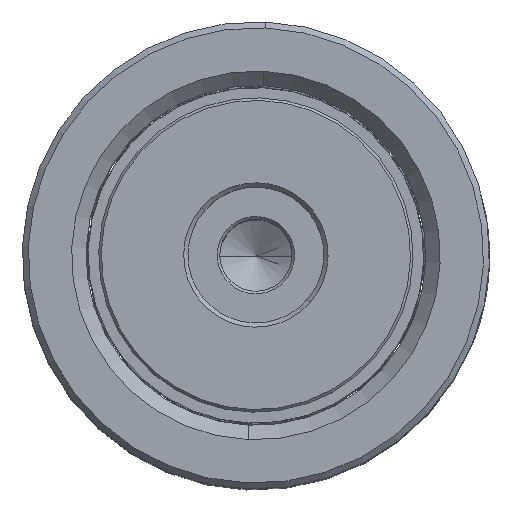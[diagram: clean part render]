
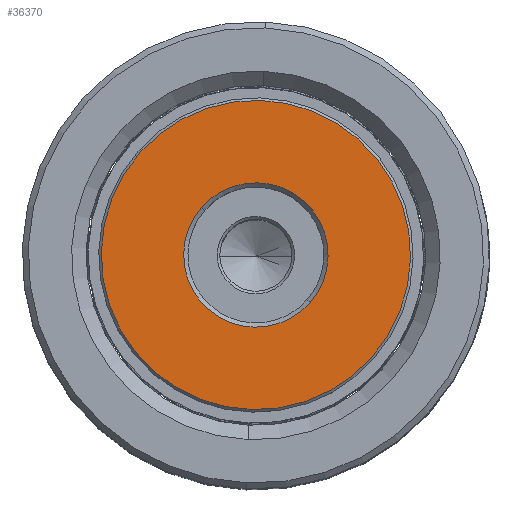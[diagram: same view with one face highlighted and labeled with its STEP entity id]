
A CAD part, top view. The second image highlights one B-rep face of the part: STEP entity #36370.
In plain terms, the highlighted face is planar.
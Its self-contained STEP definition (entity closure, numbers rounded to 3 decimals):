
#695 = AXIS2_PLACEMENT_3D ( 'NONE', #35245, #19649, #38482 ) ;
#1044 = EDGE_LOOP ( 'NONE', ( #14355, #4336 ) ) ;
#1583 = VERTEX_POINT ( 'NONE', #8926 ) ;
#2433 = AXIS2_PLACEMENT_3D ( 'NONE', #23632, #39711, #14142 ) ;
#4336 = ORIENTED_EDGE ( 'NONE', *, *, #22049, .T. ) ;
#5556 = ORIENTED_EDGE ( 'NONE', *, *, #21138, .T. ) ;
#6439 = AXIS2_PLACEMENT_3D ( 'NONE', #13272, #10129, #22178 ) ;
#8556 = CIRCLE ( 'NONE', #28596, 18.2 ) ;
#8926 = CARTESIAN_POINT ( 'NONE',  ( -18.2, 0., 0. ) ) ;
#9284 = CARTESIAN_POINT ( 'NONE',  ( 0., 0., 0. ) ) ;
#9395 = CIRCLE ( 'NONE', #2433, 8.5 ) ;
#9719 = DIRECTION ( 'NONE',  ( 1., 0., 0. ) ) ;
#10129 = DIRECTION ( 'NONE',  ( 0., 0., -1. ) ) ;
#10571 = VERTEX_POINT ( 'NONE', #40772 ) ;
#12874 = EDGE_LOOP ( 'NONE', ( #38819, #5556 ) ) ;
#13272 = CARTESIAN_POINT ( 'NONE',  ( 0., 0., 0. ) ) ;
#14142 = DIRECTION ( 'NONE',  ( 1., 0., 0. ) ) ;
#14355 = ORIENTED_EDGE ( 'NONE', *, *, #35465, .T. ) ;
#15171 = CIRCLE ( 'NONE', #6439, 18.2 ) ;
#17468 = CARTESIAN_POINT ( 'NONE',  ( -8.5, 0., 0. ) ) ;
#19649 = DIRECTION ( 'NONE',  ( 0., 0., 1. ) ) ;
#19957 = DIRECTION ( 'NONE',  ( 1., 0., 0. ) ) ;
#20782 = FACE_BOUND ( 'NONE', #12874, .T. ) ;
#21138 = EDGE_CURVE ( 'NONE', #26710, #39650, #9395, .T. ) ;
#22049 = EDGE_CURVE ( 'NONE', #1583, #10571, #15171, .T. ) ;
#22178 = DIRECTION ( 'NONE',  ( 1., 0., 0. ) ) ;
#23632 = CARTESIAN_POINT ( 'NONE',  ( 0., 0., 0. ) ) ;
#23910 = CARTESIAN_POINT ( 'NONE',  ( 8.5, 0., 0. ) ) ;
#24571 = PLANE ( 'NONE',  #35746 ) ;
#25164 = CIRCLE ( 'NONE', #695, 8.5 ) ;
#25275 = EDGE_CURVE ( 'NONE', #39650, #26710, #25164, .T. ) ;
#26463 = CARTESIAN_POINT ( 'NONE',  ( 0., 0., 0. ) ) ;
#26710 = VERTEX_POINT ( 'NONE', #23910 ) ;
#28596 = AXIS2_PLACEMENT_3D ( 'NONE', #26463, #32940, #19957 ) ;
#32940 = DIRECTION ( 'NONE',  ( 0., 0., -1. ) ) ;
#34492 = DIRECTION ( 'NONE',  ( 0., 0., 1. ) ) ;
#35245 = CARTESIAN_POINT ( 'NONE',  ( 0., 0., 0. ) ) ;
#35465 = EDGE_CURVE ( 'NONE', #10571, #1583, #8556, .T. ) ;
#35746 = AXIS2_PLACEMENT_3D ( 'NONE', #9284, #34492, #9719 ) ;
#36370 = ADVANCED_FACE ( 'NONE', ( #40604, #20782 ), #24571, .F. ) ;
#38482 = DIRECTION ( 'NONE',  ( 1., 0., 0. ) ) ;
#38819 = ORIENTED_EDGE ( 'NONE', *, *, #25275, .T. ) ;
#39650 = VERTEX_POINT ( 'NONE', #17468 ) ;
#39711 = DIRECTION ( 'NONE',  ( 0., 0., 1. ) ) ;
#40604 = FACE_OUTER_BOUND ( 'NONE', #1044, .T. ) ;
#40772 = CARTESIAN_POINT ( 'NONE',  ( 18.2, 0., 0. ) ) ;
